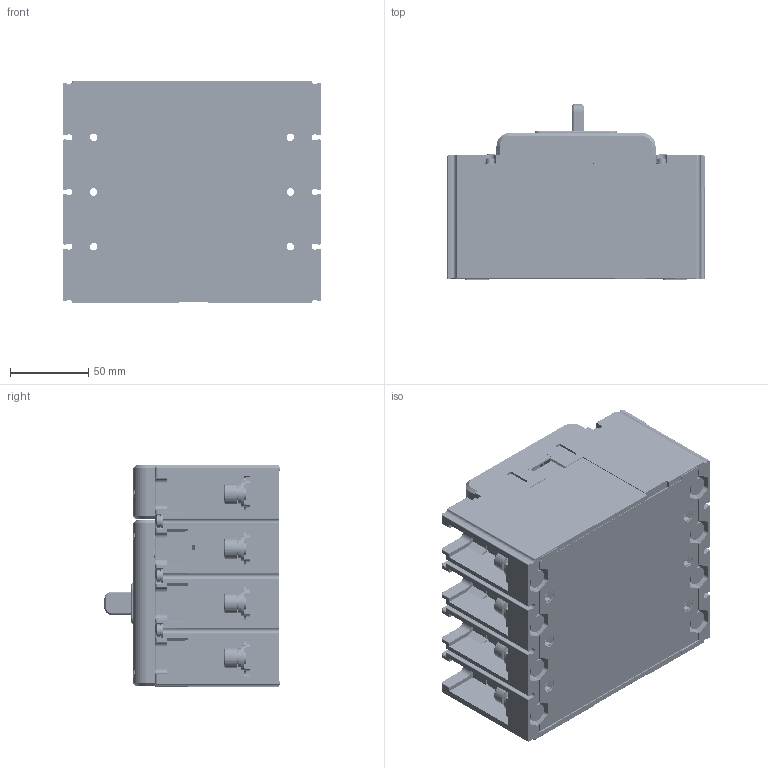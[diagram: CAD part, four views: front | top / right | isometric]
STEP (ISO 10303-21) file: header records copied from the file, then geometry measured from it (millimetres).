
FILE_DESCRIPTION((''),'2;1');
FILE_NAME('2258011900_ASM','2017-11-20T',('yan.shen'),(''),'PRO/ENGINEER BY PARAMETRIC TECHNOLOGY CORPORATION, 2015440','PRO/ENGINEER BY PARAMETRIC TECHNOLOGY CORPORATION, 2015440','');
FILE_SCHEMA(('CONFIG_CONTROL_DESIGN'));
Products named in the file (40): JZ-5DLX_024_269; GB_T809-M3X12; GB_T809-M4X12; 5024026900_ASM; 6760009100_ASM; 8751002100; 8253057300; 8865077900_AF0; 8865078000_AF0; 5253022400_ASM; MG-5DLX_315_433; GB_T809-M3X8; 531543300_ASM; 8253003500; 8282018100_AF0; 8315057900; 8315058500; 7010100305R01_GB_T823_M3X10; 7090300201_GB_T93_3; GB_T97_4_3; 5850007700_ASM; 531543500_ASM; 8750029700; GB_T9074_4-M3X30; 7030100437_GB_T9074_4_M4X30; 8742102800; GB_T70_1-M8X20; 7090200704_GB_T97_1_8; 7090370701K_GB_T93_8; 5850004100_AF0_ASM; 5850004100_AF1_ASM; 5850004100_AF2_ASM; 5850004100_AF3_ASM; 5850004100_AF4_ASM; 5850004100_AF5_ASM; 5850004100_AF6_ASM; 5850004100_AF7_ASM; 8551033500; 8585063900; 2258011900_ASM
Assembly tree (98 placements, depth 4):
  2258011900_ASM
    6760009100_ASM
      5024026900_ASM
        JZ-5DLX_024_269
        GB_T809-M3X12  x4
        GB_T809-M4X12  x6
    8751002100  x4
    5253022400_ASM
      8253057300
      8865077900_AF0
      8865078000_AF0
    531543500_ASM
      531543300_ASM
        MG-5DLX_315_433
        GB_T809-M3X8  x6
      8253003500
      8282018100_AF0
      8315057900
      8315058500
      5850007700_ASM  x6
        7010100305R01_GB_T823_M3X10
        7090300201_GB_T93_3
        GB_T97_4_3
    8750029700  x4
    GB_T9074_4-M3X30  x4
    7030100437_GB_T9074_4_M4X30  x6
    8742102800
    5850004100_AF0_ASM
      GB_T70_1-M8X20
      7090200704_GB_T97_1_8
      7090370701K_GB_T93_8
    5850004100_AF1_ASM
      GB_T70_1-M8X20
      7090200704_GB_T97_1_8
      7090370701K_GB_T93_8
    5850004100_AF2_ASM
      GB_T70_1-M8X20
      7090200704_GB_T97_1_8
      7090370701K_GB_T93_8
    5850004100_AF3_ASM
      GB_T70_1-M8X20
      7090200704_GB_T97_1_8
      7090370701K_GB_T93_8
    5850004100_AF4_ASM
      GB_T70_1-M8X20
      7090200704_GB_T97_1_8
      7090370701K_GB_T93_8
    5850004100_AF5_ASM
      GB_T70_1-M8X20
      7090200704_GB_T97_1_8
      7090370701K_GB_T93_8
    5850004100_AF6_ASM
      GB_T70_1-M8X20
      7090200704_GB_T97_1_8
      7090370701K_GB_T93_8
    5850004100_AF7_ASM
      GB_T70_1-M8X20
      7090200704_GB_T97_1_8
      7090370701K_GB_T93_8
    8551033500  x4
Bounding box: 165 x 112.41 x 142 mm (x, y, z)
Volume: 690336.3 mm3; surface area: 460757.2 mm2
Topology: 94 solids, 150 shells, 6994 faces, 18310 edges, 11777 vertices
Faces by surface type: plane 3698, cylinder 2388, cone 262, torus 226, extrusion 188, bspline 123, sphere 109
Entity records: 179837 total; most frequent: CARTESIAN_POINT 45388, ORIENTED_EDGE 28164, DIRECTION 27576, EDGE_CURVE 14104, VECTOR 9516, LINE 9328, VERTEX_POINT 9076, AXIS2_PLACEMENT_3D 9030
